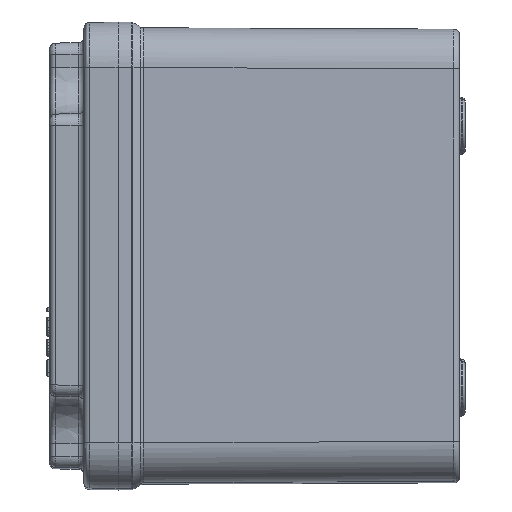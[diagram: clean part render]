
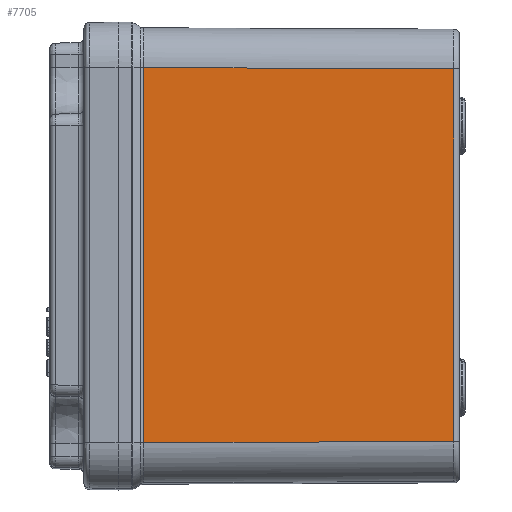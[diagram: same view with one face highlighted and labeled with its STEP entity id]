
A CAD part, top view. The second image highlights one B-rep face of the part: STEP entity #7705.
In plain terms, the highlighted face is planar.
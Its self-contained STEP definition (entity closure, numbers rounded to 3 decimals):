
#4442=PLANE('',#21570);
#4724=FACE_OUTER_BOUND('',#9322,.T.);
#5806=LINE('',#29753,#6762);
#5807=LINE('',#29756,#6763);
#5808=LINE('',#29758,#6764);
#5809=LINE('',#29760,#6765);
#6762=VECTOR('',#23832,1.);
#6763=VECTOR('',#23833,1.);
#6764=VECTOR('',#23834,1.);
#6765=VECTOR('',#23835,1.);
#7705=ADVANCED_FACE('',(#4724),#4442,.T.);
#9322=EDGE_LOOP('',(#10803,#10804,#10805,#10806));
#10803=ORIENTED_EDGE('',*,*,#17546,.T.);
#10804=ORIENTED_EDGE('',*,*,#17547,.T.);
#10805=ORIENTED_EDGE('',*,*,#17548,.T.);
#10806=ORIENTED_EDGE('',*,*,#17549,.T.);
#15957=VERTEX_POINT('',#29754);
#15958=VERTEX_POINT('',#29755);
#15959=VERTEX_POINT('',#29757);
#15960=VERTEX_POINT('',#29759);
#17546=EDGE_CURVE('',#15957,#15958,#5806,.T.);
#17547=EDGE_CURVE('',#15958,#15959,#5807,.T.);
#17548=EDGE_CURVE('',#15959,#15960,#5808,.T.);
#17549=EDGE_CURVE('',#15960,#15957,#5809,.T.);
#21570=AXIS2_PLACEMENT_3D('',#29761,#23836,#23837);
#23832=DIRECTION('',(0.004,0.004,1.));
#23833=DIRECTION('',(0.,-1.,0.));
#23834=DIRECTION('',(-0.004,0.004,-1.));
#23835=DIRECTION('',(0.,1.,0.));
#23836=DIRECTION('',(1.,0.,-0.004));
#23837=DIRECTION('',(-0.004,0.,-1.));
#29753=CARTESIAN_POINT('',(84.999,32.999,-0.144));
#29754=CARTESIAN_POINT('',(84.743,32.743,-59.004));
#29755=CARTESIAN_POINT('',(84.98,32.98,-4.511));
#29756=CARTESIAN_POINT('',(84.98,-33.,-4.511));
#29757=CARTESIAN_POINT('',(84.98,-32.98,-4.511));
#29758=CARTESIAN_POINT('',(84.999,-32.999,-0.144));
#29759=CARTESIAN_POINT('',(84.743,-32.743,-59.004));
#29760=CARTESIAN_POINT('',(84.743,32.738,-59.004));
#29761=CARTESIAN_POINT('',(85.,0.,0.));
